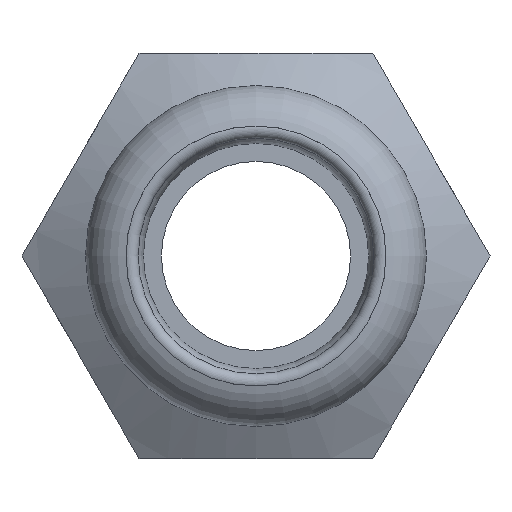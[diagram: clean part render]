
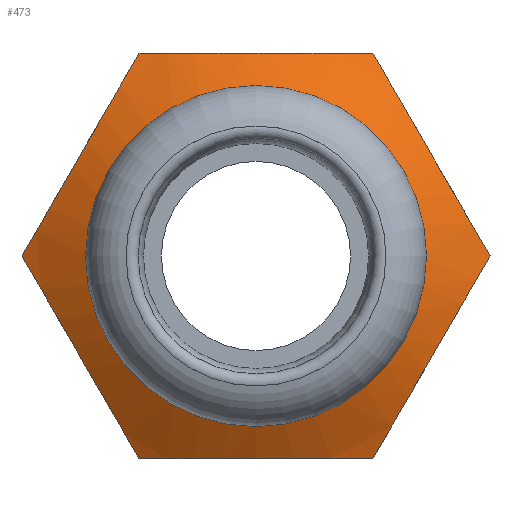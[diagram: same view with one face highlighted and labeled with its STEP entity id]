
A CAD part, front view. The second image highlights one B-rep face of the part: STEP entity #473.
In plain terms, the highlighted conical face has half-angle 60 degrees and reference radius 14.235 mm.
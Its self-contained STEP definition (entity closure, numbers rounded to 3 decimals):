
#19=(
BOUNDED_CURVE()
B_SPLINE_CURVE(2,(#763,#764,#765),.UNSPECIFIED.,.F.,.F.)
B_SPLINE_CURVE_WITH_KNOTS((3,3),(0.289,1.986),
 .UNSPECIFIED.)
CURVE()
GEOMETRIC_REPRESENTATION_ITEM()
RATIONAL_B_SPLINE_CURVE((1.066,1.231,1.066))
REPRESENTATION_ITEM('')
);
#21=(
BOUNDED_CURVE()
B_SPLINE_CURVE(2,(#775,#776,#777),.UNSPECIFIED.,.F.,.F.)
B_SPLINE_CURVE_WITH_KNOTS((3,3),(0.289,1.986),
 .UNSPECIFIED.)
CURVE()
GEOMETRIC_REPRESENTATION_ITEM()
RATIONAL_B_SPLINE_CURVE((1.066,1.231,1.066))
REPRESENTATION_ITEM('')
);
#23=(
BOUNDED_CURVE()
B_SPLINE_CURVE(2,(#785,#786,#787),.UNSPECIFIED.,.F.,.F.)
B_SPLINE_CURVE_WITH_KNOTS((3,3),(0.289,1.986),
 .UNSPECIFIED.)
CURVE()
GEOMETRIC_REPRESENTATION_ITEM()
RATIONAL_B_SPLINE_CURVE((1.066,1.231,1.066))
REPRESENTATION_ITEM('')
);
#25=(
BOUNDED_CURVE()
B_SPLINE_CURVE(2,(#795,#796,#797),.UNSPECIFIED.,.F.,.F.)
B_SPLINE_CURVE_WITH_KNOTS((3,3),(0.289,1.986),
 .UNSPECIFIED.)
CURVE()
GEOMETRIC_REPRESENTATION_ITEM()
RATIONAL_B_SPLINE_CURVE((1.066,1.231,1.066))
REPRESENTATION_ITEM('')
);
#27=(
BOUNDED_CURVE()
B_SPLINE_CURVE(2,(#805,#806,#807),.UNSPECIFIED.,.F.,.F.)
B_SPLINE_CURVE_WITH_KNOTS((3,3),(0.289,1.986),
 .UNSPECIFIED.)
CURVE()
GEOMETRIC_REPRESENTATION_ITEM()
RATIONAL_B_SPLINE_CURVE((1.066,1.231,1.066))
REPRESENTATION_ITEM('')
);
#29=(
BOUNDED_CURVE()
B_SPLINE_CURVE(2,(#815,#816,#817),.UNSPECIFIED.,.F.,.F.)
B_SPLINE_CURVE_WITH_KNOTS((3,3),(0.289,1.137),
 .UNSPECIFIED.)
CURVE()
GEOMETRIC_REPRESENTATION_ITEM()
RATIONAL_B_SPLINE_CURVE((1.066,1.148,1.148))
REPRESENTATION_ITEM('')
);
#32=(
BOUNDED_CURVE()
B_SPLINE_CURVE(2,(#825,#826,#827),.UNSPECIFIED.,.F.,.F.)
B_SPLINE_CURVE_WITH_KNOTS((3,3),(1.137,1.986),
 .UNSPECIFIED.)
CURVE()
GEOMETRIC_REPRESENTATION_ITEM()
RATIONAL_B_SPLINE_CURVE((1.148,1.148,1.066))
REPRESENTATION_ITEM('')
);
#65=FACE_OUTER_BOUND('',#92,.T.);
#92=EDGE_LOOP('',(#364,#365,#366,#367,#368,#369,#370,#371,#372,#373,#374));
#118=LINE('',#838,#136);
#136=VECTOR('',#643,14.235);
#159=CIRCLE('',#532,10.97);
#160=CIRCLE('',#533,10.97);
#198=VERTEX_POINT('',#761);
#199=VERTEX_POINT('',#762);
#202=VERTEX_POINT('',#774);
#204=VERTEX_POINT('',#784);
#206=VERTEX_POINT('',#794);
#208=VERTEX_POINT('',#804);
#210=VERTEX_POINT('',#814);
#212=VERTEX_POINT('',#829);
#213=VERTEX_POINT('',#830);
#253=EDGE_CURVE('',#198,#199,#19,.T.);
#257=EDGE_CURVE('',#199,#202,#21,.T.);
#260=EDGE_CURVE('',#202,#204,#23,.T.);
#263=EDGE_CURVE('',#204,#206,#25,.T.);
#266=EDGE_CURVE('',#206,#208,#27,.T.);
#269=EDGE_CURVE('',#208,#210,#29,.T.);
#272=EDGE_CURVE('',#210,#198,#32,.T.);
#273=EDGE_CURVE('',#212,#213,#159,.T.);
#274=EDGE_CURVE('',#213,#212,#160,.T.);
#277=EDGE_CURVE('',#210,#213,#118,.T.);
#364=ORIENTED_EDGE('',*,*,#263,.T.);
#365=ORIENTED_EDGE('',*,*,#266,.T.);
#366=ORIENTED_EDGE('',*,*,#269,.T.);
#367=ORIENTED_EDGE('',*,*,#277,.T.);
#368=ORIENTED_EDGE('',*,*,#274,.T.);
#369=ORIENTED_EDGE('',*,*,#273,.T.);
#370=ORIENTED_EDGE('',*,*,#277,.F.);
#371=ORIENTED_EDGE('',*,*,#272,.T.);
#372=ORIENTED_EDGE('',*,*,#253,.T.);
#373=ORIENTED_EDGE('',*,*,#257,.T.);
#374=ORIENTED_EDGE('',*,*,#260,.T.);
#458=CONICAL_SURFACE('',#536,14.235,1.047);
#473=ADVANCED_FACE('',(#65),#458,.T.);
#532=AXIS2_PLACEMENT_3D('',#831,#633,#634);
#533=AXIS2_PLACEMENT_3D('',#832,#635,#636);
#536=AXIS2_PLACEMENT_3D('',#837,#641,#642);
#633=DIRECTION('center_axis',(0.,1.,0.));
#634=DIRECTION('ref_axis',(1.,0.,0.));
#635=DIRECTION('center_axis',(0.,1.,0.));
#636=DIRECTION('ref_axis',(1.,0.,0.));
#641=DIRECTION('center_axis',(0.,1.,0.));
#642=DIRECTION('ref_axis',(0.,0.,1.));
#643=DIRECTION('',(0.,-0.5,0.866));
#761=CARTESIAN_POINT('',(7.794,21.666,-13.5));
#762=CARTESIAN_POINT('',(15.588,21.666,0.));
#763=CARTESIAN_POINT('Ctrl Pts',(7.794,21.666,-13.5));
#764=CARTESIAN_POINT('Ctrl Pts',(11.691,19.416,-6.75));
#765=CARTESIAN_POINT('Ctrl Pts',(15.588,21.666,0.));
#774=CARTESIAN_POINT('',(7.794,21.666,13.5));
#775=CARTESIAN_POINT('Ctrl Pts',(15.588,21.666,0.));
#776=CARTESIAN_POINT('Ctrl Pts',(11.691,19.416,6.75));
#777=CARTESIAN_POINT('Ctrl Pts',(7.794,21.666,13.5));
#784=CARTESIAN_POINT('',(-7.794,21.666,13.5));
#785=CARTESIAN_POINT('Ctrl Pts',(7.794,21.666,13.5));
#786=CARTESIAN_POINT('Ctrl Pts',(0.,19.416,
13.5));
#787=CARTESIAN_POINT('Ctrl Pts',(-7.794,21.666,13.5));
#794=CARTESIAN_POINT('',(-15.588,21.666,0.));
#795=CARTESIAN_POINT('Ctrl Pts',(-7.794,21.666,13.5));
#796=CARTESIAN_POINT('Ctrl Pts',(-11.691,19.416,6.75));
#797=CARTESIAN_POINT('Ctrl Pts',(-15.588,21.666,0.));
#804=CARTESIAN_POINT('',(-7.794,21.666,-13.5));
#805=CARTESIAN_POINT('Ctrl Pts',(-15.588,21.666,0.));
#806=CARTESIAN_POINT('Ctrl Pts',(-11.691,19.416,-6.75));
#807=CARTESIAN_POINT('Ctrl Pts',(-7.794,21.666,-13.5));
#814=CARTESIAN_POINT('',(0.,20.461,-13.5));
#815=CARTESIAN_POINT('Ctrl Pts',(-7.794,21.666,-13.5));
#816=CARTESIAN_POINT('Ctrl Pts',(-3.617,20.461,-13.5));
#817=CARTESIAN_POINT('Ctrl Pts',(0.,20.461,
-13.5));
#825=CARTESIAN_POINT('Ctrl Pts',(0.,20.461,
-13.5));
#826=CARTESIAN_POINT('Ctrl Pts',(3.617,20.461,-13.5));
#827=CARTESIAN_POINT('Ctrl Pts',(7.794,21.666,-13.5));
#829=CARTESIAN_POINT('',(0.,19.,10.97));
#830=CARTESIAN_POINT('',(0.,19.,-10.97));
#831=CARTESIAN_POINT('Origin',(0.,19.,0.));
#832=CARTESIAN_POINT('Origin',(0.,19.,0.));
#837=CARTESIAN_POINT('Origin',(0.,20.885,0.));
#838=CARTESIAN_POINT('',(0.,20.885,-14.235));
